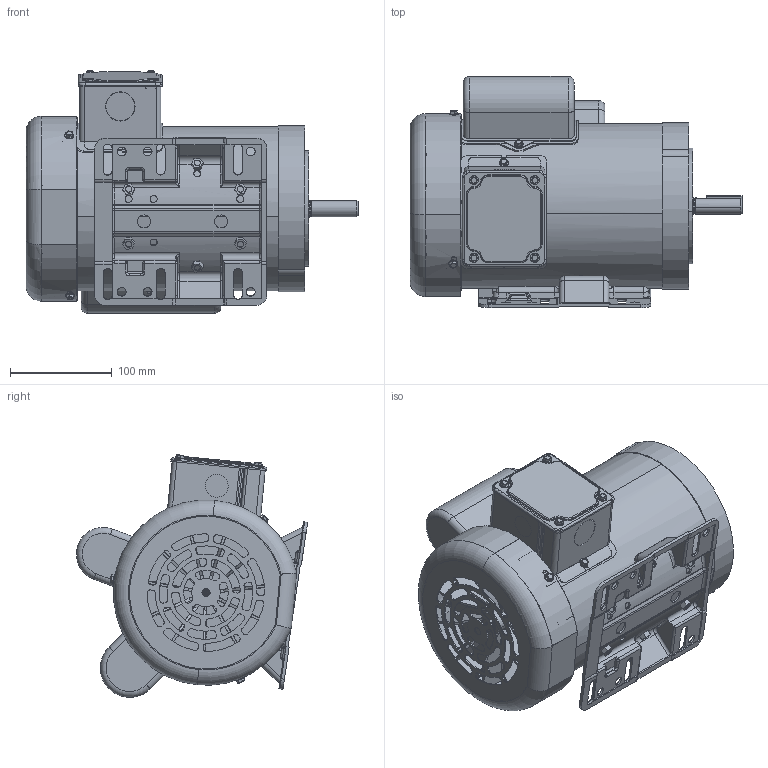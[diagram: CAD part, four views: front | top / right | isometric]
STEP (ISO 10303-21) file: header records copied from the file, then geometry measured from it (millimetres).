
FILE_DESCRIPTION (( 'STEP AP214' ), '1' );
FILE_NAME ('MTR2-1P5-1AB18.STEP', '2016-01-12T22:11:09', ( '' ), ( '' ), 'SwSTEP 2.0', 'SolidWorks 2015', '' );
FILE_SCHEMA (( 'AUTOMOTIVE_DESIGN' ));
Length unit declared in the file: millimetre
Products named in the file (1): MTR2-1P5-1AB18
Bounding box: 326.97 x 227.72 x 238.87 mm (x, y, z)
Surface area: 492924 mm2 (no closed solid volume)
Topology: 0 solids, 55 shells, 1388 faces, 4447 edges, 3054 vertices
Faces by surface type: cylinder 576, plane 535, bspline 121, torus 119, cone 34, sphere 3
Entity records: 77796 total; most frequent: CARTESIAN_POINT 24805, ORIENTED_EDGE 7616, DIRECTION 7604, EDGE_CURVE 4427, VERTEX_POINT 3053, AXIS2_PLACEMENT_3D 2789, VECTOR 2026, LINE 2026
